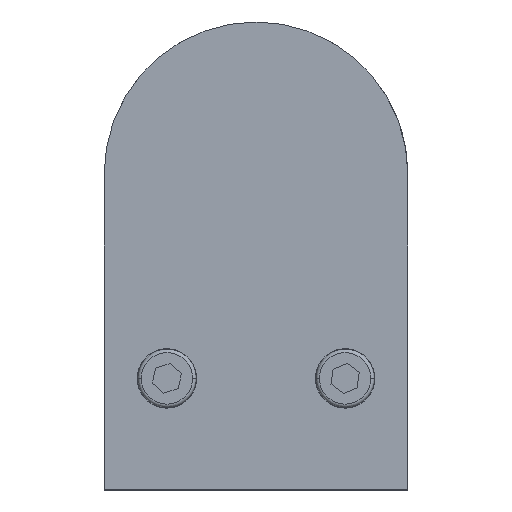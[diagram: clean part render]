
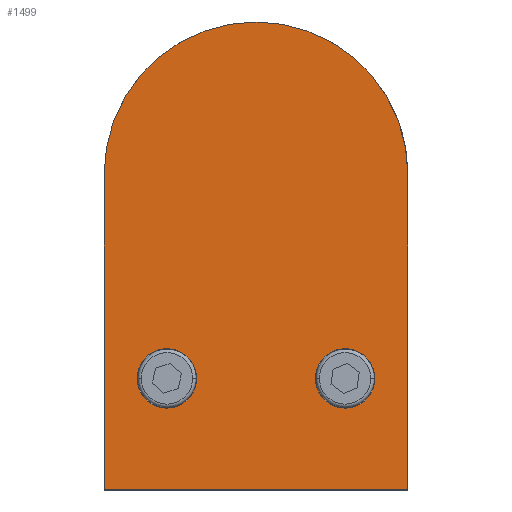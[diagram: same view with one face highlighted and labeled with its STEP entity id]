
A CAD part, top view. The second image highlights one B-rep face of the part: STEP entity #1499.
In plain terms, the highlighted planar face has unit normal (0, 0, 1).
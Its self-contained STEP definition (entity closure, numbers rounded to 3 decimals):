
#10 = EDGE_CURVE ( 'NONE', #3309, #557, #3169, .T. ) ;
#15 = AXIS2_PLACEMENT_3D ( 'NONE', #315, #1043, #252 ) ;
#68 = DIRECTION ( 'NONE',  ( 0., 0., 1. ) ) ;
#71 = CARTESIAN_POINT ( 'NONE',  ( 0., 57., 14.25 ) ) ;
#76 = DIRECTION ( 'NONE',  ( 1., 0., 0. ) ) ;
#91 = DIRECTION ( 'NONE',  ( -1., 0., 0. ) ) ;
#93 = FACE_BOUND ( 'NONE', #2528, .T. ) ;
#120 = ORIENTED_EDGE ( 'NONE', *, *, #385, .T. ) ;
#130 = CIRCLE ( 'NONE', #15, 4.5 ) ;
#184 = DIRECTION ( 'NONE',  ( 1., 0., 0. ) ) ;
#252 = DIRECTION ( 'NONE',  ( 1., 0., 0. ) ) ;
#266 = ORIENTED_EDGE ( 'NONE', *, *, #2688, .F. ) ;
#315 = CARTESIAN_POINT ( 'NONE',  ( 13.5, 26., 14.25 ) ) ;
#360 = CARTESIAN_POINT ( 'NONE',  ( 13.5, 26., 14.25 ) ) ;
#365 = LINE ( 'NONE', #947, #2086 ) ;
#385 = EDGE_CURVE ( 'NONE', #519, #2800, #740, .T. ) ;
#477 = AXIS2_PLACEMENT_3D ( 'NONE', #2926, #68, #1594 ) ;
#499 = VERTEX_POINT ( 'NONE', #2117 ) ;
#519 = VERTEX_POINT ( 'NONE', #1536 ) ;
#543 = EDGE_LOOP ( 'NONE', ( #266, #680, #120, #1187 ) ) ;
#556 = DIRECTION ( 'NONE',  ( 1., 0., 0. ) ) ;
#557 = VERTEX_POINT ( 'NONE', #2600 ) ;
#567 = CARTESIAN_POINT ( 'NONE',  ( -23., 0., 14.25 ) ) ;
#571 = VECTOR ( 'NONE', #1650, 1000. ) ;
#620 = DIRECTION ( 'NONE',  ( 0., 0., 1. ) ) ;
#634 = DIRECTION ( 'NONE',  ( 1., 0., 0. ) ) ;
#650 = VERTEX_POINT ( 'NONE', #1559 ) ;
#674 = DIRECTION ( 'NONE',  ( 0., 1., 0. ) ) ;
#680 = ORIENTED_EDGE ( 'NONE', *, *, #2641, .T. ) ;
#740 = CIRCLE ( 'NONE', #3345, 23. ) ;
#759 = CARTESIAN_POINT ( 'NONE',  ( -9., 26., 14.25 ) ) ;
#904 = LINE ( 'NONE', #567, #571 ) ;
#947 = CARTESIAN_POINT ( 'NONE',  ( 45.1, 9.142, 14.25 ) ) ;
#962 = CARTESIAN_POINT ( 'NONE',  ( -23., 57., 14.25 ) ) ;
#1043 = DIRECTION ( 'NONE',  ( 0., 0., 1. ) ) ;
#1177 = CARTESIAN_POINT ( 'NONE',  ( 23., 0., 14.25 ) ) ;
#1187 = ORIENTED_EDGE ( 'NONE', *, *, #2136, .T. ) ;
#1205 = ORIENTED_EDGE ( 'NONE', *, *, #2923, .F. ) ;
#1318 = EDGE_CURVE ( 'NONE', #557, #3309, #1964, .T. ) ;
#1423 = AXIS2_PLACEMENT_3D ( 'NONE', #360, #2417, #634 ) ;
#1499 = ADVANCED_FACE ( 'NONE', ( #93, #2127, #3226 ), #2948, .T. ) ;
#1536 = CARTESIAN_POINT ( 'NONE',  ( 23., 57., 14.25 ) ) ;
#1559 = CARTESIAN_POINT ( 'NONE',  ( 18., 26., 14.25 ) ) ;
#1568 = ORIENTED_EDGE ( 'NONE', *, *, #1318, .F. ) ;
#1594 = DIRECTION ( 'NONE',  ( 1., 0., 0. ) ) ;
#1650 = DIRECTION ( 'NONE',  ( 0., -1., 0. ) ) ;
#1657 = ORIENTED_EDGE ( 'NONE', *, *, #2202, .F. ) ;
#1686 = ORIENTED_EDGE ( 'NONE', *, *, #10, .F. ) ;
#1694 = AXIS2_PLACEMENT_3D ( 'NONE', #71, #3185, #556 ) ;
#1939 = CARTESIAN_POINT ( 'NONE',  ( 0., 57., 14.25 ) ) ;
#1964 = CIRCLE ( 'NONE', #2454, 4.5 ) ;
#2070 = VERTEX_POINT ( 'NONE', #3209 ) ;
#2086 = VECTOR ( 'NONE', #91, 1000. ) ;
#2117 = CARTESIAN_POINT ( 'NONE',  ( 23., 9.142, 14.25 ) ) ;
#2127 = FACE_BOUND ( 'NONE', #2359, .T. ) ;
#2136 = EDGE_CURVE ( 'NONE', #2800, #2070, #904, .T. ) ;
#2193 = VECTOR ( 'NONE', #674, 1000. ) ;
#2202 = EDGE_CURVE ( 'NONE', #650, #2224, #2295, .T. ) ;
#2224 = VERTEX_POINT ( 'NONE', #2943 ) ;
#2295 = CIRCLE ( 'NONE', #1423, 4.5 ) ;
#2359 = EDGE_LOOP ( 'NONE', ( #1657, #1205 ) ) ;
#2417 = DIRECTION ( 'NONE',  ( 0., 0., 1. ) ) ;
#2454 = AXIS2_PLACEMENT_3D ( 'NONE', #2687, #620, #76 ) ;
#2528 = EDGE_LOOP ( 'NONE', ( #1686, #1568 ) ) ;
#2600 = CARTESIAN_POINT ( 'NONE',  ( -18., 26., 14.25 ) ) ;
#2641 = EDGE_CURVE ( 'NONE', #499, #519, #3289, .T. ) ;
#2687 = CARTESIAN_POINT ( 'NONE',  ( -13.5, 26., 14.25 ) ) ;
#2688 = EDGE_CURVE ( 'NONE', #499, #2070, #365, .T. ) ;
#2800 = VERTEX_POINT ( 'NONE', #962 ) ;
#2923 = EDGE_CURVE ( 'NONE', #2224, #650, #130, .T. ) ;
#2926 = CARTESIAN_POINT ( 'NONE',  ( -13.5, 26., 14.25 ) ) ;
#2943 = CARTESIAN_POINT ( 'NONE',  ( 9., 26., 14.25 ) ) ;
#2948 = PLANE ( 'NONE',  #1694 ) ;
#3169 = CIRCLE ( 'NONE', #477, 4.5 ) ;
#3185 = DIRECTION ( 'NONE',  ( 0., 0., 1. ) ) ;
#3209 = CARTESIAN_POINT ( 'NONE',  ( -23., 9.142, 14.25 ) ) ;
#3226 = FACE_OUTER_BOUND ( 'NONE', #543, .T. ) ;
#3289 = LINE ( 'NONE', #1177, #2193 ) ;
#3309 = VERTEX_POINT ( 'NONE', #759 ) ;
#3326 = DIRECTION ( 'NONE',  ( 0., 0., 1. ) ) ;
#3345 = AXIS2_PLACEMENT_3D ( 'NONE', #1939, #3326, #184 ) ;
